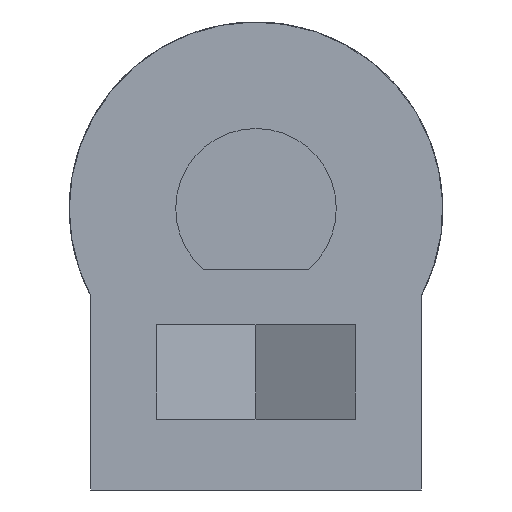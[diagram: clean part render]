
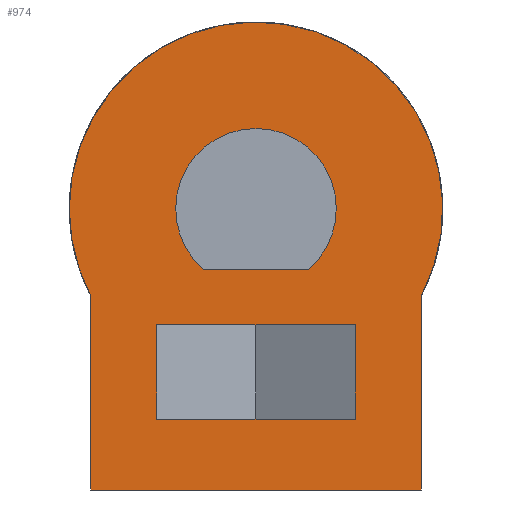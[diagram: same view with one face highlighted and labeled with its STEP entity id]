
A CAD part, front view. The second image highlights one B-rep face of the part: STEP entity #974.
In plain terms, the highlighted planar face has unit normal (0, -1, 0).
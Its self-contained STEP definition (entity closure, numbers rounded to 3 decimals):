
#31=FACE_BOUND('',#158,.T.);
#32=FACE_BOUND('',#159,.T.);
#54=PLANE('',#1082);
#95=FACE_OUTER_BOUND('',#157,.T.);
#157=EDGE_LOOP('',(#786,#787,#788,#789,#790));
#158=EDGE_LOOP('',(#791,#792,#793,#794));
#159=EDGE_LOOP('',(#795,#796));
#192=CIRCLE('',#1057,1.7);
#204=CIRCLE('',#1080,3.953);
#205=CIRCLE('',#1081,3.953);
#269=LINE('',#1869,#339);
#275=LINE('',#1881,#345);
#281=LINE('',#1892,#351);
#282=LINE('',#1894,#352);
#284=LINE('',#1900,#354);
#290=LINE('',#1936,#360);
#291=LINE('',#1938,#361);
#292=LINE('',#1942,#362);
#339=VECTOR('',#1168,10.);
#345=VECTOR('',#1176,10.);
#351=VECTOR('',#1188,10.);
#352=VECTOR('',#1191,10.);
#354=VECTOR('',#1195,10.);
#360=VECTOR('',#1207,10.);
#361=VECTOR('',#1210,10.);
#362=VECTOR('',#1213,10.);
#439=VERTEX_POINT('',#1865);
#441=VERTEX_POINT('',#1868);
#444=VERTEX_POINT('',#1875);
#446=VERTEX_POINT('',#1879);
#449=VERTEX_POINT('',#1896);
#451=VERTEX_POINT('',#1899);
#455=VERTEX_POINT('',#1932);
#456=VERTEX_POINT('',#1934);
#457=VERTEX_POINT('',#1940);
#458=VERTEX_POINT('',#1941);
#471=VERTEX_POINT('',#1994);
#538=EDGE_CURVE('',#441,#439,#269,.T.);
#544=EDGE_CURVE('',#444,#446,#275,.T.);
#550=EDGE_CURVE('',#446,#441,#281,.T.);
#551=EDGE_CURVE('',#439,#444,#282,.T.);
#553=EDGE_CURVE('',#451,#449,#284,.T.);
#561=EDGE_CURVE('',#456,#455,#290,.T.);
#562=EDGE_CURVE('',#456,#451,#291,.T.);
#563=EDGE_CURVE('',#457,#458,#292,.T.);
#567=EDGE_CURVE('',#458,#457,#192,.T.);
#591=EDGE_CURVE('',#471,#455,#204,.T.);
#593=EDGE_CURVE('',#449,#471,#205,.T.);
#786=ORIENTED_EDGE('',*,*,#593,.T.);
#787=ORIENTED_EDGE('',*,*,#591,.T.);
#788=ORIENTED_EDGE('',*,*,#561,.F.);
#789=ORIENTED_EDGE('',*,*,#562,.T.);
#790=ORIENTED_EDGE('',*,*,#553,.T.);
#791=ORIENTED_EDGE('',*,*,#544,.T.);
#792=ORIENTED_EDGE('',*,*,#550,.T.);
#793=ORIENTED_EDGE('',*,*,#538,.T.);
#794=ORIENTED_EDGE('',*,*,#551,.T.);
#795=ORIENTED_EDGE('',*,*,#563,.T.);
#796=ORIENTED_EDGE('',*,*,#567,.T.);
#974=ADVANCED_FACE('',(#95,#31,#32),#54,.T.);
#1057=AXIS2_PLACEMENT_3D('',#1949,#1219,#1220);
#1080=AXIS2_PLACEMENT_3D('',#1995,#1277,#1278);
#1081=AXIS2_PLACEMENT_3D('',#1997,#1280,#1281);
#1082=AXIS2_PLACEMENT_3D('',#1998,#1282,#1283);
#1168=DIRECTION('',(0.,0.,-1.));
#1176=DIRECTION('',(0.,0.,1.));
#1188=DIRECTION('',(1.,0.,0.));
#1191=DIRECTION('',(-1.,0.,0.));
#1195=DIRECTION('',(0.,0.,1.));
#1207=DIRECTION('',(0.,0.,1.));
#1210=DIRECTION('',(1.,0.,0.));
#1213=DIRECTION('',(-1.,0.,0.));
#1219=DIRECTION('center_axis',(0.,1.,0.));
#1220=DIRECTION('ref_axis',(1.,0.,0.));
#1277=DIRECTION('center_axis',(0.,-1.,0.));
#1278=DIRECTION('ref_axis',(1.,0.,0.));
#1280=DIRECTION('center_axis',(0.,-1.,0.));
#1281=DIRECTION('ref_axis',(1.,0.,0.));
#1282=DIRECTION('center_axis',(0.,-1.,0.));
#1283=DIRECTION('ref_axis',(0.,0.,-1.));
#1865=CARTESIAN_POINT('',(2.1,-14.025,-4.453));
#1868=CARTESIAN_POINT('',(2.1,-14.025,-2.453));
#1869=CARTESIAN_POINT('',(2.1,-14.025,-2.227));
#1875=CARTESIAN_POINT('',(-2.1,-14.025,-4.453));
#1879=CARTESIAN_POINT('',(-2.1,-14.025,-2.453));
#1881=CARTESIAN_POINT('',(-2.1,-14.025,-2.227));
#1892=CARTESIAN_POINT('',(0.,-14.025,-2.453));
#1894=CARTESIAN_POINT('',(0.,-14.025,-4.453));
#1896=CARTESIAN_POINT('',(3.5,-14.025,-1.837));
#1899=CARTESIAN_POINT('',(3.5,-14.025,-5.953));
#1900=CARTESIAN_POINT('',(3.5,-14.025,-5.953));
#1932=CARTESIAN_POINT('',(-3.5,-14.025,-1.837));
#1934=CARTESIAN_POINT('',(-3.5,-14.025,-5.953));
#1936=CARTESIAN_POINT('',(-3.5,-14.025,-5.953));
#1938=CARTESIAN_POINT('',(-3.953,-14.025,-5.953));
#1940=CARTESIAN_POINT('',(1.118,-14.025,-1.281));
#1941=CARTESIAN_POINT('',(-1.118,-14.025,-1.281));
#1942=CARTESIAN_POINT('',(0.559,-14.025,-1.281));
#1949=CARTESIAN_POINT('Origin',(0.,-14.025,0.));
#1994=CARTESIAN_POINT('',(-3.953,-14.025,0.));
#1995=CARTESIAN_POINT('Origin',(0.,-14.025,0.));
#1997=CARTESIAN_POINT('Origin',(0.,-14.025,0.));
#1998=CARTESIAN_POINT('Origin',(0.,-14.025,0.));
